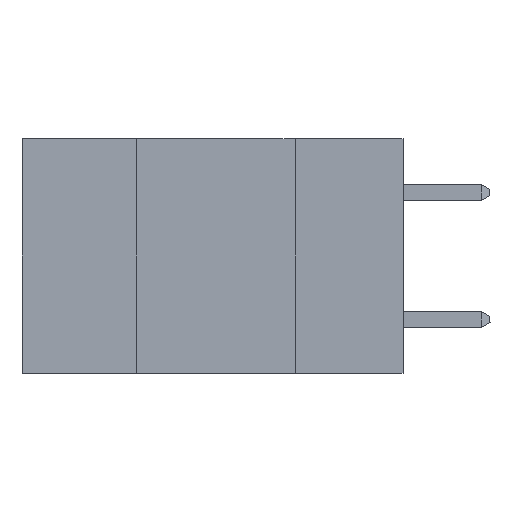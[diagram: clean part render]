
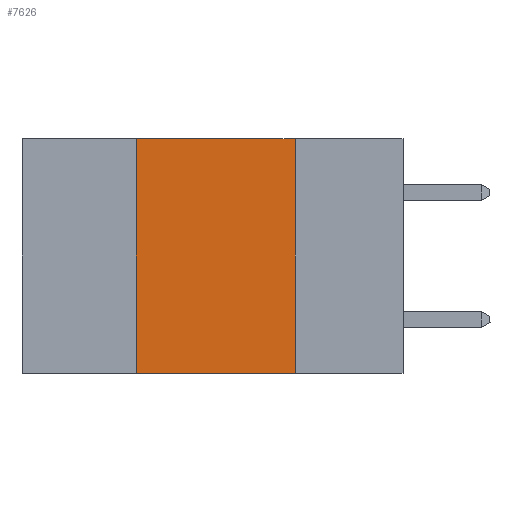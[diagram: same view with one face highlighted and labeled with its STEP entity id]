
A CAD part, left-side view. The second image highlights one B-rep face of the part: STEP entity #7626.
In plain terms, the highlighted planar face has unit normal (-1, 0, 0).
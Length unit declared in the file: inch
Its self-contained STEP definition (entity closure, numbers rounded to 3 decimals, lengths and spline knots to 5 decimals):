
#1174 = DIRECTION ( 'NONE',  ( 0., 0., -1. ) ) ;
#1414 = ORIENTED_EDGE ( 'NONE', *, *, #14454, .T. ) ;
#1644 = DIRECTION ( 'NONE',  ( 0., 0., 1. ) ) ;
#3391 = VECTOR ( 'NONE', #12806, 39.37008 ) ;
#3450 = EDGE_CURVE ( 'NONE', #6273, #9300, #14380, .T. ) ;
#3544 = AXIS2_PLACEMENT_3D ( 'NONE', #20329, #20197, #1174 ) ;
#3968 = CARTESIAN_POINT ( 'NONE',  ( 0., 0.42, 0. ) ) ;
#3992 = DIRECTION ( 'NONE',  ( 0., 0., -1. ) ) ;
#5686 = PLANE ( 'NONE',  #3544 ) ;
#6273 = VERTEX_POINT ( 'NONE', #19429 ) ;
#6848 = VERTEX_POINT ( 'NONE', #26114 ) ;
#7216 = FACE_OUTER_BOUND ( 'NONE', #16734, .T. ) ;
#7626 = ADVANCED_FACE ( 'NONE', ( #7216 ), #5686, .F. ) ;
#8676 = CARTESIAN_POINT ( 'NONE',  ( 0., 0.42, 0. ) ) ;
#9300 = VERTEX_POINT ( 'NONE', #8676 ) ;
#10531 = VECTOR ( 'NONE', #1644, 39.37008 ) ;
#10775 = VECTOR ( 'NONE', #15496, 39.37008 ) ;
#12806 = DIRECTION ( 'NONE',  ( 0., -1., 0. ) ) ;
#14269 = CARTESIAN_POINT ( 'NONE',  ( 0., 0.17, 0. ) ) ;
#14380 = LINE ( 'NONE', #3968, #10531 ) ;
#14454 = EDGE_CURVE ( 'NONE', #6273, #6848, #22198, .T. ) ;
#14715 = CARTESIAN_POINT ( 'NONE',  ( 0., 0.6, 0. ) ) ;
#15496 = DIRECTION ( 'NONE',  ( 0., -1., 0. ) ) ;
#16734 = EDGE_LOOP ( 'NONE', ( #26339, #22858, #24549, #1414 ) ) ;
#17524 = EDGE_CURVE ( 'NONE', #9300, #26371, #26911, .T. ) ;
#17713 = CARTESIAN_POINT ( 'NONE',  ( 0., 0.17, 0. ) ) ;
#19429 = CARTESIAN_POINT ( 'NONE',  ( 0., 0.42, -0.37 ) ) ;
#19608 = CARTESIAN_POINT ( 'NONE',  ( 0., 0.6, -0.37 ) ) ;
#19611 = EDGE_CURVE ( 'NONE', #26371, #6848, #20547, .T. ) ;
#20197 = DIRECTION ( 'NONE',  ( 1., 0., 0. ) ) ;
#20329 = CARTESIAN_POINT ( 'NONE',  ( 0., 0.6, 0. ) ) ;
#20547 = LINE ( 'NONE', #14269, #23571 ) ;
#22198 = LINE ( 'NONE', #19608, #10775 ) ;
#22858 = ORIENTED_EDGE ( 'NONE', *, *, #17524, .F. ) ;
#23571 = VECTOR ( 'NONE', #3992, 39.37008 ) ;
#24549 = ORIENTED_EDGE ( 'NONE', *, *, #3450, .F. ) ;
#26114 = CARTESIAN_POINT ( 'NONE',  ( 0., 0.17, -0.37 ) ) ;
#26339 = ORIENTED_EDGE ( 'NONE', *, *, #19611, .F. ) ;
#26371 = VERTEX_POINT ( 'NONE', #17713 ) ;
#26911 = LINE ( 'NONE', #14715, #3391 ) ;
